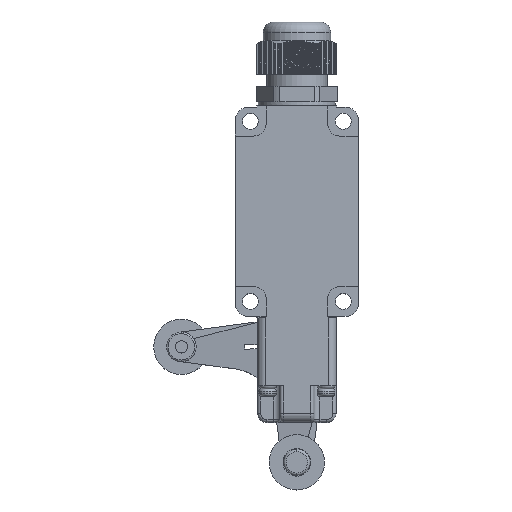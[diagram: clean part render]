
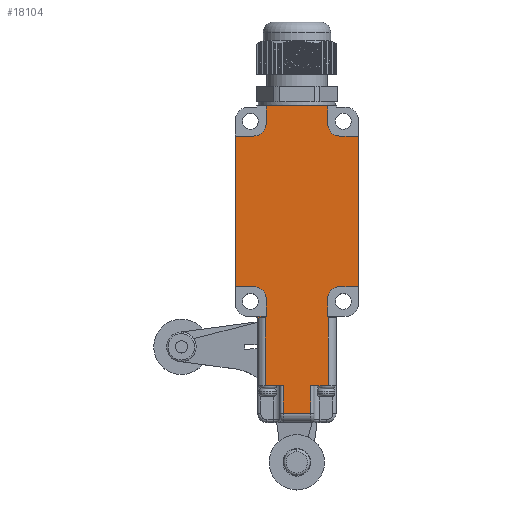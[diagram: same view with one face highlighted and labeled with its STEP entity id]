
A CAD part, top view. The second image highlights one B-rep face of the part: STEP entity #18104.
In plain terms, the highlighted face is planar.
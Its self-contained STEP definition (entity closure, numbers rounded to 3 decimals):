
#11817=DIRECTION('',(1.,0.,0.));
#11818=VECTOR('',#11817,5.75);
#11819=CARTESIAN_POINT('',(-10.25,0.,-56.6));
#11820=LINE('',#11819,#11818);
#11847=DIRECTION('',(1.,0.,0.));
#11848=VECTOR('',#11847,5.75);
#11849=CARTESIAN_POINT('',(4.5,0.,-56.6));
#11850=LINE('',#11849,#11848);
#12308=DIRECTION('',(0.,0.,1.));
#12309=VECTOR('',#12308,9.);
#12310=CARTESIAN_POINT('',(4.5,0.,-65.6));
#12311=LINE('',#12310,#12309);
#12312=DIRECTION('',(-1.,0.,0.));
#12313=VECTOR('',#12312,9.);
#12314=CARTESIAN_POINT('',(4.5,0.,-65.6));
#12315=LINE('',#12314,#12313);
#12316=DIRECTION('',(0.,0.,-1.));
#12317=VECTOR('',#12316,9.);
#12318=CARTESIAN_POINT('',(-4.5,0.,-56.6));
#12319=LINE('',#12318,#12317);
#12320=DIRECTION('',(1.,0.,0.));
#12321=VECTOR('',#12320,3.);
#12322=CARTESIAN_POINT('',(-13.,0.,-34.));
#12323=LINE('',#12322,#12321);
#12324=DIRECTION('',(0.,0.,1.));
#12325=VECTOR('',#12324,5.65);
#12326=CARTESIAN_POINT('',(-10.,0.,-34.));
#12327=LINE('',#12326,#12325);
#12328=CARTESIAN_POINT('',(-14.,0.,-28.35));
#12329=DIRECTION('',(0.,-1.,0.));
#12330=DIRECTION('',(1.,0.,0.));
#12331=AXIS2_PLACEMENT_3D('',#12328,#12329,#12330);
#12333=DIRECTION('',(1.,0.,0.));
#12334=VECTOR('',#12333,6.);
#12335=CARTESIAN_POINT('',(-20.,0.,-24.35));
#12336=LINE('',#12335,#12334);
#12337=DIRECTION('',(0.,0.,1.));
#12338=VECTOR('',#12337,49.);
#12339=CARTESIAN_POINT('',(-20.,0.,-24.35));
#12340=LINE('',#12339,#12338);
#12341=DIRECTION('',(1.,0.,0.));
#12342=VECTOR('',#12341,6.);
#12343=CARTESIAN_POINT('',(-20.,0.,24.65));
#12344=LINE('',#12343,#12342);
#12345=CARTESIAN_POINT('',(-14.,0.,28.65));
#12346=DIRECTION('',(0.,-1.,0.));
#12347=DIRECTION('',(0.,0.,-1.));
#12348=AXIS2_PLACEMENT_3D('',#12345,#12346,#12347);
#12350=DIRECTION('',(0.,0.,-1.));
#12351=VECTOR('',#12350,5.85);
#12352=CARTESIAN_POINT('',(-10.,0.,34.5));
#12353=LINE('',#12352,#12351);
#12354=DIRECTION('',(1.,0.,0.));
#12355=VECTOR('',#12354,20.);
#12356=CARTESIAN_POINT('',(-10.,0.,34.5));
#12357=LINE('',#12356,#12355);
#12358=DIRECTION('',(0.,0.,-1.));
#12359=VECTOR('',#12358,5.85);
#12360=CARTESIAN_POINT('',(10.,0.,34.5));
#12361=LINE('',#12360,#12359);
#12362=CARTESIAN_POINT('',(14.,0.,28.65));
#12363=DIRECTION('',(0.,-1.,0.));
#12364=DIRECTION('',(-1.,0.,0.));
#12365=AXIS2_PLACEMENT_3D('',#12362,#12363,#12364);
#12367=DIRECTION('',(-1.,0.,0.));
#12368=VECTOR('',#12367,6.);
#12369=CARTESIAN_POINT('',(20.,0.,24.65));
#12370=LINE('',#12369,#12368);
#12371=DIRECTION('',(0.,0.,-1.));
#12372=VECTOR('',#12371,49.);
#12373=CARTESIAN_POINT('',(20.,0.,24.65));
#12374=LINE('',#12373,#12372);
#12375=DIRECTION('',(-1.,0.,0.));
#12376=VECTOR('',#12375,6.);
#12377=CARTESIAN_POINT('',(20.,0.,-24.35));
#12378=LINE('',#12377,#12376);
#12379=CARTESIAN_POINT('',(14.,0.,-28.35));
#12380=DIRECTION('',(0.,-1.,0.));
#12381=DIRECTION('',(0.,0.,1.));
#12382=AXIS2_PLACEMENT_3D('',#12379,#12380,#12381);
#12384=DIRECTION('',(0.,0.,-1.));
#12385=VECTOR('',#12384,5.65);
#12386=CARTESIAN_POINT('',(10.,0.,-28.35));
#12387=LINE('',#12386,#12385);
#12388=DIRECTION('',(1.,0.,0.));
#12389=VECTOR('',#12388,3.);
#12390=CARTESIAN_POINT('',(10.,0.,-34.));
#12391=LINE('',#12390,#12389);
#12392=DIRECTION('',(0.,0.,-1.));
#12393=VECTOR('',#12392,0.5);
#12394=CARTESIAN_POINT('',(13.,0.,-34.));
#12395=LINE('',#12394,#12393);
#12396=DIRECTION('',(0.,0.,-1.));
#12397=VECTOR('',#12396,22.1);
#12398=CARTESIAN_POINT('',(10.25,0.,-34.5));
#12399=LINE('',#12398,#12397);
#12436=DIRECTION('',(0.,0.,-1.));
#12437=VECTOR('',#12436,22.1);
#12438=CARTESIAN_POINT('',(-10.25,0.,-34.5));
#12439=LINE('',#12438,#12437);
#12510=DIRECTION('',(-1.,0.,0.));
#12511=VECTOR('',#12510,2.75);
#12512=CARTESIAN_POINT('',(13.,0.,-34.5));
#12513=LINE('',#12512,#12511);
#12549=DIRECTION('',(-1.,0.,0.));
#12550=VECTOR('',#12549,2.75);
#12551=CARTESIAN_POINT('',(-10.25,0.,-34.5));
#12552=LINE('',#12551,#12550);
#14810=DIRECTION('',(0.,0.,-1.));
#14811=VECTOR('',#14810,0.5);
#14812=CARTESIAN_POINT('',(-13.,0.,-34.));
#14813=LINE('',#14812,#14811);
#16259=CARTESIAN_POINT('',(13.,0.,-34.5));
#16260=VERTEX_POINT('',#16259);
#16261=CARTESIAN_POINT('',(-13.,0.,-34.5));
#16263=VERTEX_POINT('',#16261);
#16567=CARTESIAN_POINT('',(20.,0.,-24.35));
#16568=CARTESIAN_POINT('',(14.,0.,-24.35));
#16569=VERTEX_POINT('',#16567);
#16570=VERTEX_POINT('',#16568);
#16571=CARTESIAN_POINT('',(10.,0.,-28.35));
#16572=VERTEX_POINT('',#16571);
#16573=CARTESIAN_POINT('',(10.,0.,-34.));
#16574=VERTEX_POINT('',#16573);
#16575=CARTESIAN_POINT('',(13.,0.,-34.));
#16576=VERTEX_POINT('',#16575);
#16577=CARTESIAN_POINT('',(-13.,0.,-34.));
#16578=CARTESIAN_POINT('',(-10.,0.,-34.));
#16579=VERTEX_POINT('',#16577);
#16580=VERTEX_POINT('',#16578);
#16581=CARTESIAN_POINT('',(-10.,0.,-28.35));
#16582=VERTEX_POINT('',#16581);
#16583=CARTESIAN_POINT('',(-14.,0.,-24.35));
#16584=VERTEX_POINT('',#16583);
#16585=CARTESIAN_POINT('',(-20.,0.,-24.35));
#16586=VERTEX_POINT('',#16585);
#16587=CARTESIAN_POINT('',(10.,0.,34.5));
#16588=CARTESIAN_POINT('',(10.,0.,28.65));
#16589=VERTEX_POINT('',#16587);
#16590=VERTEX_POINT('',#16588);
#16591=CARTESIAN_POINT('',(14.,0.,24.65));
#16592=VERTEX_POINT('',#16591);
#16593=CARTESIAN_POINT('',(20.,0.,24.65));
#16594=VERTEX_POINT('',#16593);
#16595=CARTESIAN_POINT('',(-20.,0.,24.65));
#16596=CARTESIAN_POINT('',(-14.,0.,24.65));
#16597=VERTEX_POINT('',#16595);
#16598=VERTEX_POINT('',#16596);
#16599=CARTESIAN_POINT('',(-10.,0.,28.65));
#16600=VERTEX_POINT('',#16599);
#16601=CARTESIAN_POINT('',(-10.,0.,34.5));
#16602=VERTEX_POINT('',#16601);
#16711=CARTESIAN_POINT('',(10.25,0.,-34.5));
#16712=VERTEX_POINT('',#16711);
#16713=CARTESIAN_POINT('',(-10.25,0.,-34.5));
#16714=VERTEX_POINT('',#16713);
#16740=CARTESIAN_POINT('',(10.25,0.,-56.6));
#16742=VERTEX_POINT('',#16740);
#16743=CARTESIAN_POINT('',(-10.25,0.,-56.6));
#16745=VERTEX_POINT('',#16743);
#16767=CARTESIAN_POINT('',(4.5,0.,-65.6));
#16768=CARTESIAN_POINT('',(4.5,0.,-56.6));
#16769=VERTEX_POINT('',#16767);
#16770=VERTEX_POINT('',#16768);
#16795=CARTESIAN_POINT('',(-4.5,0.,-56.6));
#16796=CARTESIAN_POINT('',(-4.5,0.,-65.6));
#16797=VERTEX_POINT('',#16795);
#16798=VERTEX_POINT('',#16796);
#18046=CARTESIAN_POINT('',(0.,0.,0.));
#18047=DIRECTION('',(0.,1.,0.));
#18048=DIRECTION('',(1.,0.,0.));
#18049=AXIS2_PLACEMENT_3D('',#18046,#18047,#18048);
#18050=PLANE('',#18049);
#18051=ORIENTED_EDGE('',*,*,#17555,.F.);
#18052=ORIENTED_EDGE('',*,*,#17583,.T.);
#18054=ORIENTED_EDGE('',*,*,#18053,.F.);
#18055=ORIENTED_EDGE('',*,*,#17357,.F.);
#18057=ORIENTED_EDGE('',*,*,#18056,.F.);
#18059=ORIENTED_EDGE('',*,*,#18058,.T.);
#18061=ORIENTED_EDGE('',*,*,#18060,.F.);
#18063=ORIENTED_EDGE('',*,*,#18062,.T.);
#18065=ORIENTED_EDGE('',*,*,#18064,.T.);
#18067=ORIENTED_EDGE('',*,*,#18066,.T.);
#18069=ORIENTED_EDGE('',*,*,#18068,.F.);
#18071=ORIENTED_EDGE('',*,*,#18070,.T.);
#18073=ORIENTED_EDGE('',*,*,#18072,.T.);
#18075=ORIENTED_EDGE('',*,*,#18074,.T.);
#18077=ORIENTED_EDGE('',*,*,#18076,.F.);
#18079=ORIENTED_EDGE('',*,*,#18078,.T.);
#18081=ORIENTED_EDGE('',*,*,#18080,.T.);
#18083=ORIENTED_EDGE('',*,*,#18082,.T.);
#18085=ORIENTED_EDGE('',*,*,#18084,.F.);
#18087=ORIENTED_EDGE('',*,*,#18086,.T.);
#18089=ORIENTED_EDGE('',*,*,#18088,.T.);
#18091=ORIENTED_EDGE('',*,*,#18090,.T.);
#18093=ORIENTED_EDGE('',*,*,#18092,.T.);
#18095=ORIENTED_EDGE('',*,*,#18094,.T.);
#18097=ORIENTED_EDGE('',*,*,#18096,.T.);
#18099=ORIENTED_EDGE('',*,*,#18098,.T.);
#18100=ORIENTED_EDGE('',*,*,#18038,.T.);
#18101=ORIENTED_EDGE('',*,*,#17391,.F.);
#18102=EDGE_LOOP('',(#18051,#18052,#18054,#18055,#18057,#18059,#18061,#18063,
#18065,#18067,#18069,#18071,#18073,#18075,#18077,#18079,#18081,#18083,#18085,
#18087,#18089,#18091,#18093,#18095,#18097,#18099,#18100,#18101));
#18103=FACE_OUTER_BOUND('',#18102,.F.);
#12332=CIRCLE('',#12331,4.);
#12349=CIRCLE('',#12348,4.);
#12366=CIRCLE('',#12365,4.);
#12383=CIRCLE('',#12382,4.);
#17357=EDGE_CURVE('',#16745,#16797,#11820,.T.);
#17391=EDGE_CURVE('',#16770,#16742,#11850,.T.);
#17555=EDGE_CURVE('',#16769,#16770,#12311,.T.);
#17583=EDGE_CURVE('',#16769,#16798,#12315,.T.);
#18038=EDGE_CURVE('',#16712,#16742,#12399,.T.);
#18053=EDGE_CURVE('',#16797,#16798,#12319,.T.);
#18056=EDGE_CURVE('',#16714,#16745,#12439,.T.);
#18058=EDGE_CURVE('',#16714,#16263,#12552,.T.);
#18060=EDGE_CURVE('',#16579,#16263,#14813,.T.);
#18062=EDGE_CURVE('',#16579,#16580,#12323,.T.);
#18064=EDGE_CURVE('',#16580,#16582,#12327,.T.);
#18066=EDGE_CURVE('',#16582,#16584,#12332,.T.);
#18068=EDGE_CURVE('',#16586,#16584,#12336,.T.);
#18070=EDGE_CURVE('',#16586,#16597,#12340,.T.);
#18072=EDGE_CURVE('',#16597,#16598,#12344,.T.);
#18074=EDGE_CURVE('',#16598,#16600,#12349,.T.);
#18076=EDGE_CURVE('',#16602,#16600,#12353,.T.);
#18078=EDGE_CURVE('',#16602,#16589,#12357,.T.);
#18080=EDGE_CURVE('',#16589,#16590,#12361,.T.);
#18082=EDGE_CURVE('',#16590,#16592,#12366,.T.);
#18084=EDGE_CURVE('',#16594,#16592,#12370,.T.);
#18086=EDGE_CURVE('',#16594,#16569,#12374,.T.);
#18088=EDGE_CURVE('',#16569,#16570,#12378,.T.);
#18090=EDGE_CURVE('',#16570,#16572,#12383,.T.);
#18092=EDGE_CURVE('',#16572,#16574,#12387,.T.);
#18094=EDGE_CURVE('',#16574,#16576,#12391,.T.);
#18096=EDGE_CURVE('',#16576,#16260,#12395,.T.);
#18098=EDGE_CURVE('',#16260,#16712,#12513,.T.);
#18104=ADVANCED_FACE('',(#18103),#18050,.F.);
